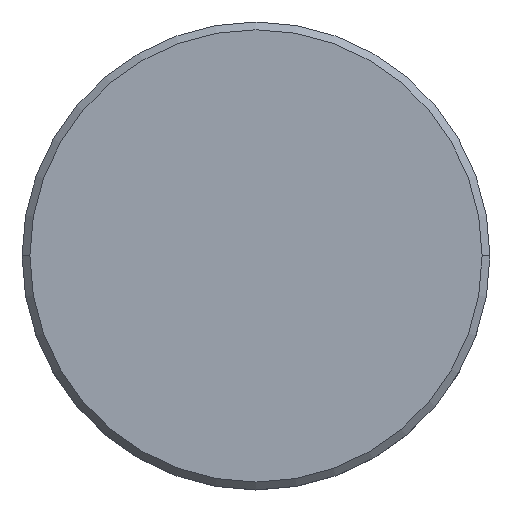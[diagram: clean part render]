
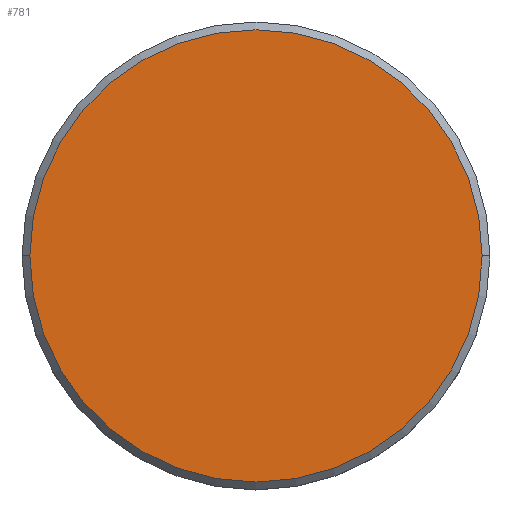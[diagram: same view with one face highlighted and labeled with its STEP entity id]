
A CAD part, top view. The second image highlights one B-rep face of the part: STEP entity #781.
In plain terms, the highlighted planar face has unit normal (0, 0, 1).
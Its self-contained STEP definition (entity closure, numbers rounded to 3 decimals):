
#38 = AXIS2_PLACEMENT_3D ( 'NONE', #754, #1034, #1109 ) ;
#89 = EDGE_LOOP ( 'NONE', ( #146, #321 ) ) ;
#116 = EDGE_CURVE ( 'NONE', #140, #237, #419, .T. ) ;
#138 = EDGE_CURVE ( 'NONE', #237, #140, #326, .T. ) ;
#140 = VERTEX_POINT ( 'NONE', #574 ) ;
#146 = ORIENTED_EDGE ( 'NONE', *, *, #138, .T. ) ;
#183 = DIRECTION ( 'NONE',  ( 0., 0., 1. ) ) ;
#211 = CARTESIAN_POINT ( 'NONE',  ( 0., 0., 0. ) ) ;
#237 = VERTEX_POINT ( 'NONE', #1157 ) ;
#321 = ORIENTED_EDGE ( 'NONE', *, *, #116, .T. ) ;
#326 = CIRCLE ( 'NONE', #1038, 14.5 ) ;
#373 = DIRECTION ( 'NONE',  ( 0., 0., 1. ) ) ;
#419 = CIRCLE ( 'NONE', #38, 14.5 ) ;
#447 = PLANE ( 'NONE',  #867 ) ;
#464 = DIRECTION ( 'NONE',  ( 1., 0., 0. ) ) ;
#574 = CARTESIAN_POINT ( 'NONE',  ( 14.5, 0., 0. ) ) ;
#754 = CARTESIAN_POINT ( 'NONE',  ( 0., 0., 0. ) ) ;
#781 = ADVANCED_FACE ( 'NONE', ( #1182 ), #447, .T. ) ;
#809 = CARTESIAN_POINT ( 'NONE',  ( 0., 0., 0. ) ) ;
#867 = AXIS2_PLACEMENT_3D ( 'NONE', #809, #183, #991 ) ;
#991 = DIRECTION ( 'NONE',  ( 1., 0., 0. ) ) ;
#1034 = DIRECTION ( 'NONE',  ( 0., 0., 1. ) ) ;
#1038 = AXIS2_PLACEMENT_3D ( 'NONE', #211, #373, #464 ) ;
#1109 = DIRECTION ( 'NONE',  ( 1., 0., 0. ) ) ;
#1157 = CARTESIAN_POINT ( 'NONE',  ( -14.5, 0., 0. ) ) ;
#1182 = FACE_OUTER_BOUND ( 'NONE', #89, .T. ) ;
